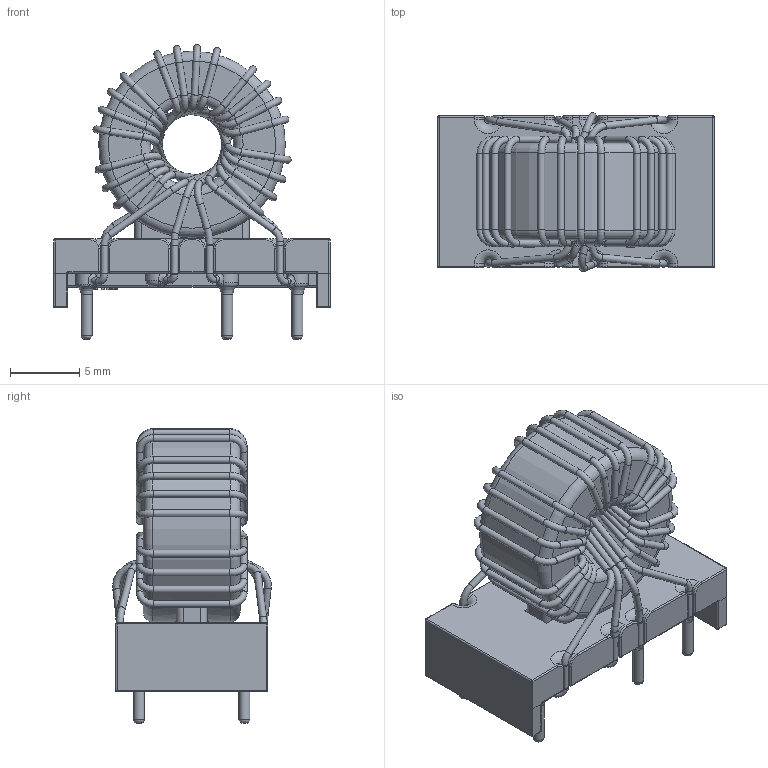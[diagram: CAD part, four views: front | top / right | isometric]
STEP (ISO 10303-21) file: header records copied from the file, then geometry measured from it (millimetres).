
FILE_DESCRIPTION(/* description */ (''),/* implementation_level */ '2;1');
FILE_NAME(/* name */ 'C128 L5 common mode choke TOKIN D-08C2 v5.step',/* time_stamp */ '2021-03-13T13:36:30+01:00',/* author */ (''),/* organization */ (''),/* preprocessor_version */ 'ST-DEVELOPER v18.1',/* originating_system */ 'Autodesk Translation Framework v9.10.0.1330',/* authorisation */ '');
FILE_SCHEMA (('AUTOMOTIVE_DESIGN { 1 0 10303 214 3 1 1 }'));
Length unit declared in the file: millimetre
Products named in the file (3): C128 L5 common mode choke TOKIN D-08C2; Toroid inductor standing 4wires; Base
Assembly tree (2 placements, depth 2):
  C128 L5 common mode choke TOKIN D-08C2
    Toroid inductor standing 4wires
    Base
Bounding box: 20 x 11.47 x 21.34 mm (x, y, z)
Volume: 1574.1 mm3; surface area: 2489.1 mm2
Topology: 30 solids, 30 shells, 754 faces, 1822 edges, 1141 vertices
Faces by surface type: cylinder 285, plane 210, torus 155, bspline 65, sphere 39
Full cylindrical faces by diameter (mm): 0.5 x131, 0.8 x6, 1.6 x3, 6 x1, 13.5 x1
Entity records: 25431 total; most frequent: CARTESIAN_POINT 7398, DIRECTION 4030, ORIENTED_EDGE 3638, EDGE_CURVE 1819, AXIS2_PLACEMENT_3D 1688, VERTEX_POINT 1141, CIRCLE 982, EDGE_LOOP 774
